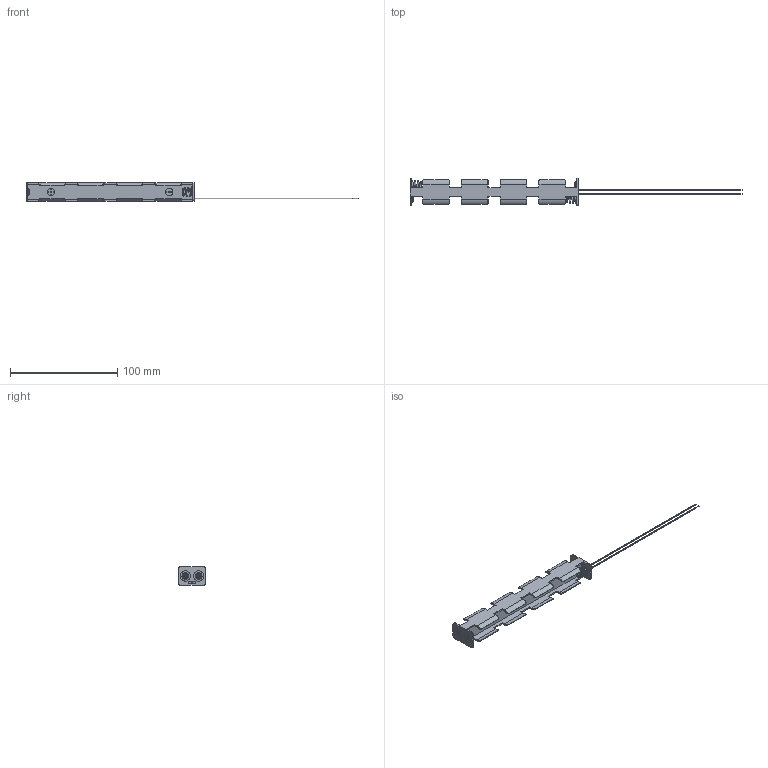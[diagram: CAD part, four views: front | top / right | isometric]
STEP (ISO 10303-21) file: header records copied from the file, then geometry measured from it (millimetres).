
FILE_DESCRIPTION (( 'STEP AP214' ), '1' );
FILE_NAME ('BH16AAW.STEP', '2019-12-03T14:02:47', ( '' ), ( '' ), 'SwSTEP 2.0', 'SolidWorks 2017', '' );
FILE_SCHEMA (( 'AUTOMOTIVE_DESIGN' ));
Length unit declared in the file: millimetre
Products named in the file (1): BH16AAW
Bounding box: 308.9 x 25.7 x 17.2 mm (x, y, z)
Volume: 11062.2 mm3; surface area: 20450.8 mm2
Topology: 9 solids, 9 shells, 614 faces, 1509 edges, 937 vertices
Faces by surface type: cylinder 260, plane 166, torus 116, bspline 72
Entity records: 24689 total; most frequent: CARTESIAN_POINT 10155, DIRECTION 3109, ORIENTED_EDGE 3010, EDGE_CURVE 1505, AXIS2_PLACEMENT_3D 1261, VERTEX_POINT 935, CIRCLE 720, EDGE_LOOP 664
